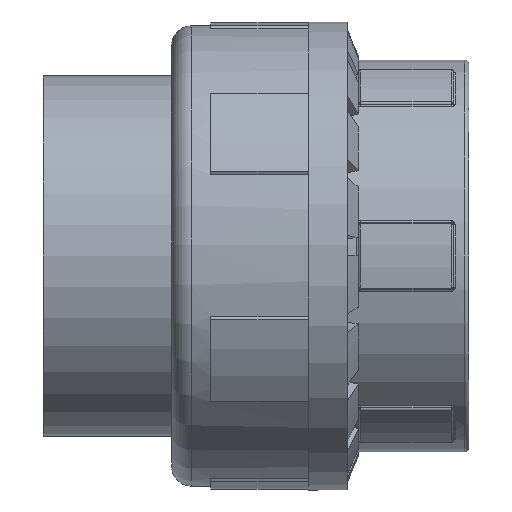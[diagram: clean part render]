
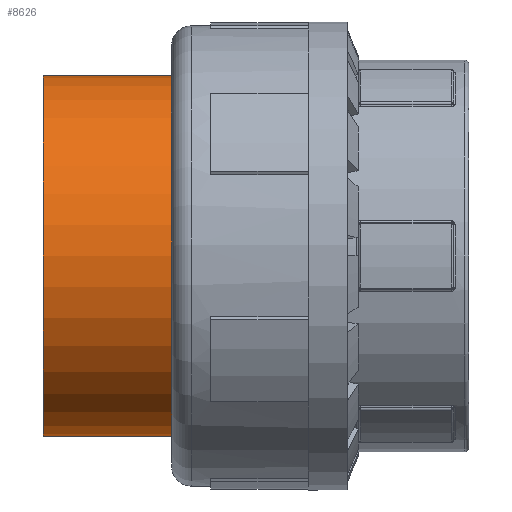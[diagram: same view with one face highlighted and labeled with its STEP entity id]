
A CAD part, front view. The second image highlights one B-rep face of the part: STEP entity #8626.
In plain terms, the highlighted cylindrical face has radius 46.25 mm (diameter 92.5 mm), a full revolution.
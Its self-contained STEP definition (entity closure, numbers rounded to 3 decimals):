
#140=FACE_BOUND('',#3047,.T.);
#1941=CYLINDRICAL_SURFACE('',#9378,46.25);
#2480=FACE_OUTER_BOUND('',#3046,.T.);
#3046=EDGE_LOOP('',(#8016));
#3047=EDGE_LOOP('',(#8017));
#3550=CIRCLE('',#9377,46.25);
#3551=CIRCLE('',#9379,46.25);
#4329=VERTEX_POINT('',#15937);
#4330=VERTEX_POINT('',#15940);
#5559=EDGE_CURVE('',#4329,#4329,#3550,.T.);
#5560=EDGE_CURVE('',#4330,#4330,#3551,.T.);
#8016=ORIENTED_EDGE('',*,*,#5560,.F.);
#8017=ORIENTED_EDGE('',*,*,#5559,.T.);
#8626=ADVANCED_FACE('',(#2480,#140),#1941,.T.);
#9377=AXIS2_PLACEMENT_3D('',#15938,#11574,#11575);
#9378=AXIS2_PLACEMENT_3D('',#15939,#11576,#11577);
#9379=AXIS2_PLACEMENT_3D('',#15941,#11578,#11579);
#11574=DIRECTION('center_axis',(-1.,0.,0.));
#11575=DIRECTION('ref_axis',(0.,0.,1.));
#11576=DIRECTION('center_axis',(-1.,0.,0.));
#11577=DIRECTION('ref_axis',(0.,-1.,0.));
#11578=DIRECTION('center_axis',(-1.,0.,0.));
#11579=DIRECTION('ref_axis',(0.,0.,1.));
#15937=CARTESIAN_POINT('',(95.3,52.932,0.));
#15938=CARTESIAN_POINT('Origin',(95.3,99.182,0.));
#15939=CARTESIAN_POINT('Origin',(74.425,99.182,0.));
#15940=CARTESIAN_POINT('',(53.55,52.932,0.));
#15941=CARTESIAN_POINT('Origin',(53.55,99.182,0.));
